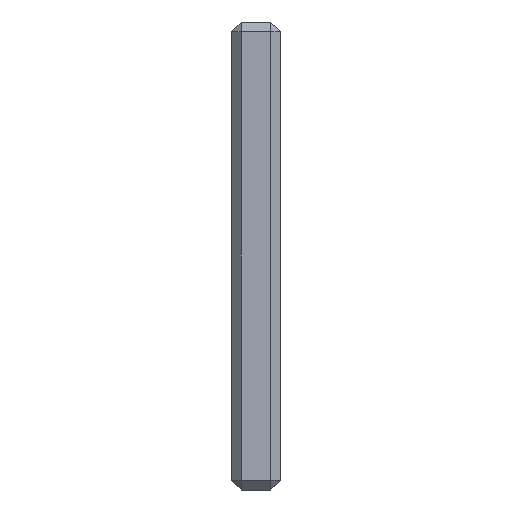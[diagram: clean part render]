
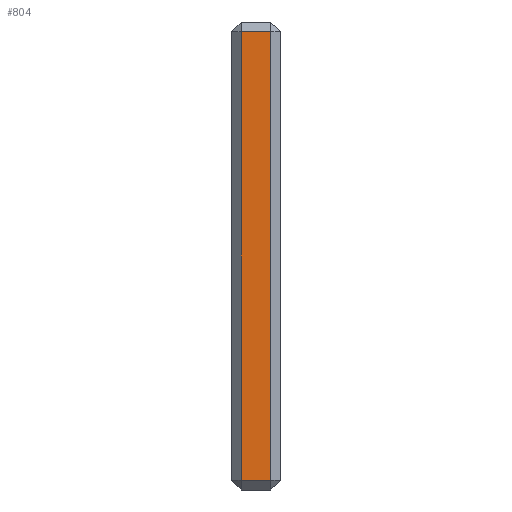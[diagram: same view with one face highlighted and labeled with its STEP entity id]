
A CAD part, left-side view. The second image highlights one B-rep face of the part: STEP entity #804.
In plain terms, the highlighted face is planar.
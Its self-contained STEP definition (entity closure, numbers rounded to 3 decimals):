
#756 = VERTEX_POINT ( 'NONE', #3103 ) ;
#757 = ORIENTED_EDGE ( 'NONE', *, *, #758, .T. ) ;
#758 = EDGE_CURVE ( 'NONE', #756, #759, #3102, .T. ) ;
#759 = VERTEX_POINT ( 'NONE', #3098 ) ;
#760 = ORIENTED_EDGE ( 'NONE', *, *, #1227, .T. ) ;
#804 = ADVANCED_FACE ( 'NONE', ( #3148 ), #3147, .F. ) ;
#805 = EDGE_LOOP ( 'NONE', ( #806, #757, #760, #1391 ) ) ;
#806 = ORIENTED_EDGE ( 'NONE', *, *, #807, .T. ) ;
#807 = EDGE_CURVE ( 'NONE', #808, #756, #3142, .T. ) ;
#808 = VERTEX_POINT ( 'NONE', #3138 ) ;
#1227 = EDGE_CURVE ( 'NONE', #759, #1230, #3543, .T. ) ;
#1230 = VERTEX_POINT ( 'NONE', #3538 ) ;
#1390 = EDGE_CURVE ( 'NONE', #1230, #808, #3805, .T. ) ;
#1391 = ORIENTED_EDGE ( 'NONE', *, *, #1390, .T. ) ;
#3098 = CARTESIAN_POINT ( 'NONE',  ( -68.5, -605., 12. ) ) ;
#3099 = DIRECTION ( 'NONE',  ( -1., 0., 0. ) ) ;
#3100 = VECTOR ( 'NONE', #3099, 1000. ) ;
#3101 = CARTESIAN_POINT ( 'NONE',  ( -71.5, -605., 12. ) ) ;
#3102 = LINE ( 'NONE', #3101, #3100 ) ;
#3103 = CARTESIAN_POINT ( 'NONE',  ( 68.5, -605., 12. ) ) ;
#3138 = CARTESIAN_POINT ( 'NONE',  ( 68.5, -605., 3. ) ) ;
#3139 = DIRECTION ( 'NONE',  ( 0., 0., 1. ) ) ;
#3140 = VECTOR ( 'NONE', #3139, 1000. ) ;
#3141 = CARTESIAN_POINT ( 'NONE',  ( 68.5, -605., 15. ) ) ;
#3142 = LINE ( 'NONE', #3141, #3140 ) ;
#3143 = DIRECTION ( 'NONE',  ( -1., 0., 0. ) ) ;
#3144 = DIRECTION ( 'NONE',  ( 0., 1., 0. ) ) ;
#3145 = CARTESIAN_POINT ( 'NONE',  ( -71.5, -605., 15. ) ) ;
#3146 = AXIS2_PLACEMENT_3D ( 'NONE', #3145, #3144, #3143 ) ;
#3147 = PLANE ( 'NONE',  #3146 ) ;
#3148 = FACE_OUTER_BOUND ( 'NONE', #805, .T. ) ;
#3538 = CARTESIAN_POINT ( 'NONE',  ( -68.5, -605., 3. ) ) ;
#3540 = DIRECTION ( 'NONE',  ( 0., 0., -1. ) ) ;
#3541 = VECTOR ( 'NONE', #3540, 1000. ) ;
#3542 = CARTESIAN_POINT ( 'NONE',  ( -68.5, -605., 15. ) ) ;
#3543 = LINE ( 'NONE', #3542, #3541 ) ;
#3802 = DIRECTION ( 'NONE',  ( 1., 0., 0. ) ) ;
#3803 = VECTOR ( 'NONE', #3802, 1000. ) ;
#3804 = CARTESIAN_POINT ( 'NONE',  ( 71.5, -605., 3. ) ) ;
#3805 = LINE ( 'NONE', #3804, #3803 ) ;
